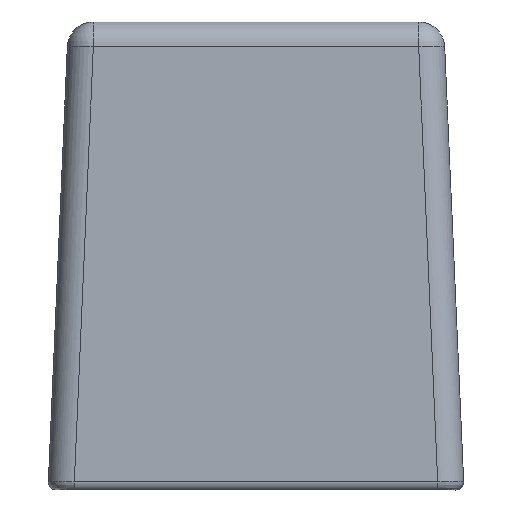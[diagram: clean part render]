
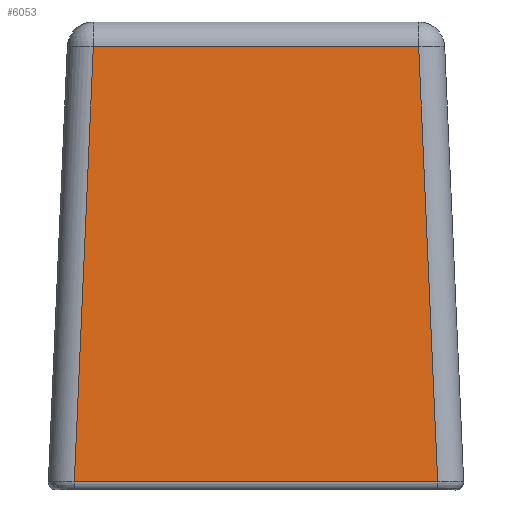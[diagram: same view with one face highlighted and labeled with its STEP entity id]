
A CAD part, front view. The second image highlights one B-rep face of the part: STEP entity #6053.
In plain terms, the highlighted planar face has unit normal (0, -0.999, 0.044).
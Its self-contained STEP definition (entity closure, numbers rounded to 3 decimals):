
#461=DIRECTION('',(-1.,0.,0.));
#462=VECTOR('',#461,13.975);
#463=CARTESIAN_POINT('',(5.987,-19.236,0.313));
#464=LINE('',#463,#462);
#1764=DIRECTION('',(-0.044,-0.044,-0.998));
#1765=VECTOR('',#1764,16.762);
#1766=CARTESIAN_POINT('',(-7.257,-18.506,
17.044));
#1767=LINE('',#1766,#1765);
#1768=DIRECTION('',(-0.044,0.044,0.998));
#1769=VECTOR('',#1768,16.762);
#1770=CARTESIAN_POINT('',(5.987,-19.236,
0.313));
#1771=LINE('',#1770,#1769);
#1887=DIRECTION('',(1.,0.,0.));
#1888=VECTOR('',#1887,12.514);
#1889=CARTESIAN_POINT('',(-7.257,-18.506,
17.044));
#1890=LINE('',#1889,#1888);
#2445=CARTESIAN_POINT('',(-7.987,-19.236,
0.313));
#2447=VERTEX_POINT('',#2445);
#2449=CARTESIAN_POINT('',(5.987,-19.236,
0.313));
#2451=VERTEX_POINT('',#2449);
#2488=CARTESIAN_POINT('',(5.257,-18.506,17.044));
#2489=VERTEX_POINT('',#2488);
#2491=CARTESIAN_POINT('',(-7.257,-18.506,
17.044));
#2493=VERTEX_POINT('',#2491);
#6040=CARTESIAN_POINT('',(-1.,-18.871,8.678));
#6041=DIRECTION('',(0.,0.999,-0.044));
#6042=DIRECTION('',(1.,0.,0.));
#6043=AXIS2_PLACEMENT_3D('',#6040,#6041,#6042);
#6044=PLANE('',#6043);
#6045=ORIENTED_EDGE('',*,*,#3052,.T.);
#6047=ORIENTED_EDGE('',*,*,#6046,.F.);
#6049=ORIENTED_EDGE('',*,*,#6048,.T.);
#6050=ORIENTED_EDGE('',*,*,#6025,.F.);
#6051=EDGE_LOOP('',(#6045,#6047,#6049,#6050));
#6052=FACE_OUTER_BOUND('',#6051,.F.);
#3052=EDGE_CURVE('',#2451,#2447,#464,.T.);
#6025=EDGE_CURVE('',#2451,#2489,#1771,.T.);
#6046=EDGE_CURVE('',#2493,#2447,#1767,.T.);
#6048=EDGE_CURVE('',#2493,#2489,#1890,.T.);
#6053=ADVANCED_FACE('',(#6052),#6044,.F.);
